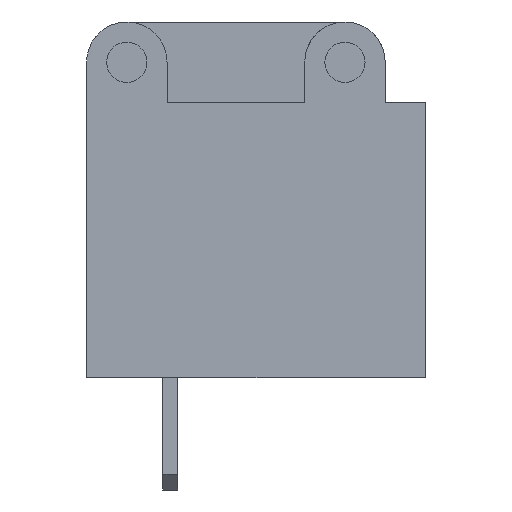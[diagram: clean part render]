
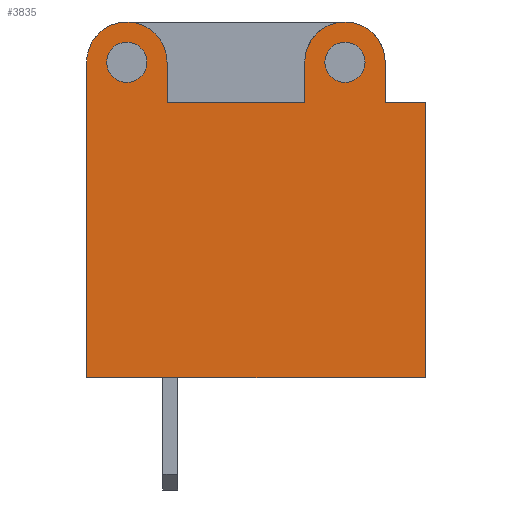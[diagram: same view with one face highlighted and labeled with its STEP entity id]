
A CAD part, left-side view. The second image highlights one B-rep face of the part: STEP entity #3835.
In plain terms, the highlighted planar face has unit normal (-1, 0, 0).
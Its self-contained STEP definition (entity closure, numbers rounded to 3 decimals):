
#13=DIRECTION('',(0.,0.,1.));
#22=VERTEX_POINT('',#23);
#23=CARTESIAN_POINT('',(-5.5,-12.05,0.));
#28=DIRECTION('',(1.,0.,0.));
#30=EDGE_CURVE('',#22,#31,#33,.T.);
#31=VERTEX_POINT('',#32);
#32=CARTESIAN_POINT('',(-5.5,-12.05,13.));
#33=LINE('',#23,#34);
#34=VECTOR('',#13,1.);
#58=VECTOR('',#59,1.);
#59=DIRECTION('',(0.,0.,-1.));
#551=DIRECTION('',(0.,1.,0.));
#556=EDGE_CURVE('',#557,#22,#559,.T.);
#557=VERTEX_POINT('',#558);
#558=CARTESIAN_POINT('',(-5.5,3.95,0.));
#559=LINE('',#558,#560);
#560=VECTOR('',#561,1.);
#561=DIRECTION('',(0.,-1.,0.));
#573=DIRECTION('',(-1.,0.,0.));
#1840=VECTOR('',#1841,1.);
#1841=DIRECTION('',(0.,0.,-1.));
#3828=VERTEX_POINT('',#3829);
#3829=CARTESIAN_POINT('',(-5.5,-10.15,13.));
#3831=ORIENTED_EDGE('',*,*,#3832,.T.);
#3832=EDGE_CURVE('',#3828,#31,#3833,.T.);
#3833=LINE('',#3834,#560);
#3834=CARTESIAN_POINT('',(-5.5,3.95,13.));
#3835=ADVANCED_FACE('',(#3836,#3876,#3884),#3892,.F.);
#3836=FACE_BOUND('',#3837,.F.);
#3837=EDGE_LOOP('',(#3838,#3843,#3850,#3855,#3859,#3864,#3871,#3831,#3874,#3875));
#3838=ORIENTED_EDGE('',*,*,#3839,.F.);
#3839=EDGE_CURVE('',#3840,#557,#3842,.T.);
#3840=VERTEX_POINT('',#3841);
#3841=CARTESIAN_POINT('',(-5.5,3.95,14.9));
#3842=LINE('',#3841,#58);
#3843=ORIENTED_EDGE('',*,*,#3844,.T.);
#3844=EDGE_CURVE('',#3840,#3845,#3847,.T.);
#3845=VERTEX_POINT('',#3846);
#3846=CARTESIAN_POINT('',(-5.5,0.15,14.9));
#3847=CIRCLE('',#3848,1.9);
#3848=AXIS2_PLACEMENT_3D('',#3849,#28,#551);
#3849=CARTESIAN_POINT('',(-5.5,2.05,14.9));
#3850=ORIENTED_EDGE('',*,*,#3851,.T.);
#3851=EDGE_CURVE('',#3845,#3852,#3854,.T.);
#3852=VERTEX_POINT('',#3853);
#3853=CARTESIAN_POINT('',(-5.5,0.15,13.));
#3854=LINE('',#3846,#1840);
#3855=ORIENTED_EDGE('',*,*,#3856,.T.);
#3856=EDGE_CURVE('',#3852,#3857,#3833,.T.);
#3857=VERTEX_POINT('',#3858);
#3858=CARTESIAN_POINT('',(-5.5,-6.35,13.));
#3859=ORIENTED_EDGE('',*,*,#3860,.T.);
#3860=EDGE_CURVE('',#3857,#3861,#3863,.T.);
#3861=VERTEX_POINT('',#3862);
#3862=CARTESIAN_POINT('',(-5.5,-6.35,14.9));
#3863=LINE('',#3858,#34);
#3864=ORIENTED_EDGE('',*,*,#3865,.T.);
#3865=EDGE_CURVE('',#3861,#3866,#3868,.T.);
#3866=VERTEX_POINT('',#3867);
#3867=CARTESIAN_POINT('',(-5.5,-10.15,14.9));
#3868=CIRCLE('',#3869,1.9);
#3869=AXIS2_PLACEMENT_3D('',#3870,#28,#551);
#3870=CARTESIAN_POINT('',(-5.5,-8.25,14.9));
#3871=ORIENTED_EDGE('',*,*,#3872,.T.);
#3872=EDGE_CURVE('',#3866,#3828,#3873,.T.);
#3873=LINE('',#3867,#1840);
#3874=ORIENTED_EDGE('',*,*,#30,.F.);
#3875=ORIENTED_EDGE('',*,*,#556,.F.);
#3876=FACE_BOUND('',#3877,.F.);
#3877=EDGE_LOOP('',(#3878));
#3878=ORIENTED_EDGE('',*,*,#3879,.T.);
#3879=EDGE_CURVE('',#3880,#3880,#3882,.T.);
#3880=VERTEX_POINT('',#3881);
#3881=CARTESIAN_POINT('',(-5.5,1.1,14.9));
#3882=CIRCLE('',#3883,0.95);
#3883=AXIS2_PLACEMENT_3D('',#3849,#573,#561);
#3884=FACE_BOUND('',#3885,.F.);
#3885=EDGE_LOOP('',(#3886));
#3886=ORIENTED_EDGE('',*,*,#3887,.T.);
#3887=EDGE_CURVE('',#3888,#3888,#3890,.T.);
#3888=VERTEX_POINT('',#3889);
#3889=CARTESIAN_POINT('',(-5.5,-9.2,14.9));
#3890=CIRCLE('',#3891,0.95);
#3891=AXIS2_PLACEMENT_3D('',#3870,#573,#561);
#3892=PLANE('',#3893);
#3893=AXIS2_PLACEMENT_3D('',#558,#28,#561);
